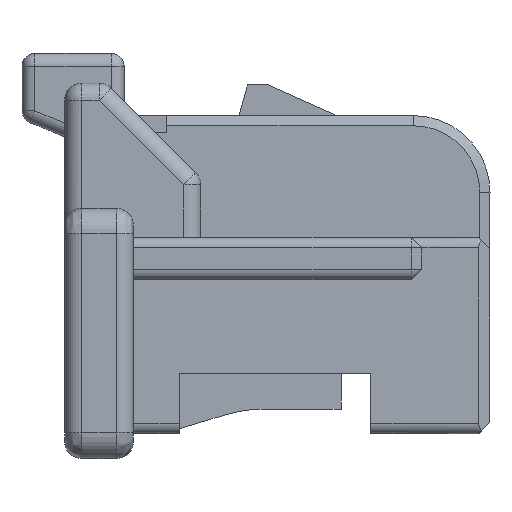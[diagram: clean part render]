
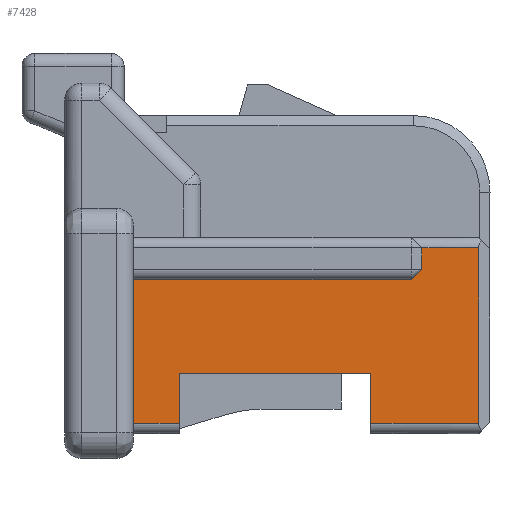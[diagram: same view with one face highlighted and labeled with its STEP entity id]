
A CAD part, left-side view. The second image highlights one B-rep face of the part: STEP entity #7428.
In plain terms, the highlighted planar face has unit normal (-1, 0, 0).
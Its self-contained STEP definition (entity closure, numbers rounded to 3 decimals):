
#17=DIRECTION('',(0.,0.,1.));
#18=VECTOR('',#17,1.685);
#19=CARTESIAN_POINT('',(-3.2,2.765,-1.055));
#20=LINE('',#19,#18);
#1687=CARTESIAN_POINT('',(-3.2,-1.29,-1.055));
#1693=DIRECTION('',(0.,0.,1.));
#1694=VECTOR('',#1693,2.06);
#1695=CARTESIAN_POINT('',(-3.2,-1.29,-1.055));
#1696=LINE('',#1695,#1694);
#1697=DIRECTION('',(0.,1.,0.));
#1698=VECTOR('',#1697,0.665);
#1699=CARTESIAN_POINT('',(-3.2,-1.29,1.005));
#1700=LINE('',#1699,#1698);
#1709=CARTESIAN_POINT('',(-3.2,-1.29,1.005));
#1711=DIRECTION('',(0.,-1.,0.));
#1712=VECTOR('',#1711,3.265);
#1713=CARTESIAN_POINT('',(-3.2,2.765,0.63));
#1714=LINE('',#1713,#1712);
#1715=DIRECTION('',(0.,0.,-1.));
#1716=VECTOR('',#1715,0.25);
#1717=CARTESIAN_POINT('',(-3.2,-0.625,1.005));
#1718=LINE('',#1717,#1716);
#1719=DIRECTION('',(0.,0.,1.));
#1720=VECTOR('',#1719,0.585);
#1721=CARTESIAN_POINT('',(-3.2,-0.025,-1.055));
#1722=LINE('',#1721,#1720);
#1723=DIRECTION('',(0.,1.,0.));
#1724=VECTOR('',#1723,2.25);
#1725=CARTESIAN_POINT('',(-3.2,-0.025,-0.47));
#1726=LINE('',#1725,#1724);
#1727=DIRECTION('',(0.,0.,1.));
#1728=VECTOR('',#1727,0.585);
#1729=CARTESIAN_POINT('',(-3.2,2.225,-1.055));
#1730=LINE('',#1729,#1728);
#1739=DIRECTION('',(0.,0.707,-0.707));
#1740=VECTOR('',#1739,0.177);
#1741=CARTESIAN_POINT('',(-3.2,-0.625,0.755));
#1742=LINE('',#1741,#1740);
#2013=DIRECTION('',(0.,-1.,0.));
#2014=VECTOR('',#2013,0.54);
#2015=CARTESIAN_POINT('',(-3.2,2.765,-1.055));
#2016=LINE('',#2015,#2014);
#2554=DIRECTION('',(0.,-1.,0.));
#2555=VECTOR('',#2554,1.265);
#2556=CARTESIAN_POINT('',(-3.2,-0.025,-1.055));
#2557=LINE('',#2556,#2555);
#3653=CARTESIAN_POINT('',(-3.2,-0.025,-0.47));
#3654=CARTESIAN_POINT('',(-3.2,2.225,-0.47));
#3655=VERTEX_POINT('',#3653);
#3656=VERTEX_POINT('',#3654);
#3750=CARTESIAN_POINT('',(-3.2,-0.025,-1.055));
#3752=VERTEX_POINT('',#3750);
#3753=CARTESIAN_POINT('',(-3.2,2.225,-1.055));
#3755=VERTEX_POINT('',#3753);
#3759=CARTESIAN_POINT('',(-3.2,2.765,-1.055));
#3760=VERTEX_POINT('',#3759);
#3777=CARTESIAN_POINT('',(-3.2,2.765,0.63));
#3779=VERTEX_POINT('',#3777);
#3858=CARTESIAN_POINT('',(-3.2,-0.625,1.005));
#3860=VERTEX_POINT('',#3858);
#3873=CARTESIAN_POINT('',(-3.2,-0.5,0.63));
#3874=VERTEX_POINT('',#3873);
#3875=CARTESIAN_POINT('',(-3.2,-0.625,0.755));
#3876=VERTEX_POINT('',#3875);
#3916=VERTEX_POINT('',#1709);
#3921=VERTEX_POINT('',#1687);
#7402=CARTESIAN_POINT('',(-3.2,0.,0.));
#7403=DIRECTION('',(-1.,0.,0.));
#7404=DIRECTION('',(0.,-1.,0.));
#7405=AXIS2_PLACEMENT_3D('',#7402,#7403,#7404);
#7406=PLANE('',#7405);
#7408=ORIENTED_EDGE('',*,*,#7407,.T.);
#7410=ORIENTED_EDGE('',*,*,#7409,.F.);
#7412=ORIENTED_EDGE('',*,*,#7411,.F.);
#7413=ORIENTED_EDGE('',*,*,#7392,.F.);
#7414=ORIENTED_EDGE('',*,*,#7382,.F.);
#7416=ORIENTED_EDGE('',*,*,#7415,.F.);
#7418=ORIENTED_EDGE('',*,*,#7417,.T.);
#7420=ORIENTED_EDGE('',*,*,#7419,.T.);
#7422=ORIENTED_EDGE('',*,*,#7421,.F.);
#7424=ORIENTED_EDGE('',*,*,#7423,.F.);
#7425=ORIENTED_EDGE('',*,*,#4762,.T.);
#7426=EDGE_LOOP('',(#7408,#7410,#7412,#7413,#7414,#7416,#7418,#7420,#7422,#7424,
#7425));
#7427=FACE_OUTER_BOUND('',#7426,.F.);
#7428=ADVANCED_FACE('',(#7427),#7406,.T.);
#4762=EDGE_CURVE('',#3760,#3779,#20,.T.);
#7382=EDGE_CURVE('',#3921,#3916,#1696,.T.);
#7392=EDGE_CURVE('',#3916,#3860,#1700,.T.);
#7407=EDGE_CURVE('',#3779,#3874,#1714,.T.);
#7409=EDGE_CURVE('',#3876,#3874,#1742,.T.);
#7411=EDGE_CURVE('',#3860,#3876,#1718,.T.);
#7415=EDGE_CURVE('',#3752,#3921,#2557,.T.);
#7417=EDGE_CURVE('',#3752,#3655,#1722,.T.);
#7419=EDGE_CURVE('',#3655,#3656,#1726,.T.);
#7421=EDGE_CURVE('',#3755,#3656,#1730,.T.);
#7423=EDGE_CURVE('',#3760,#3755,#2016,.T.);
